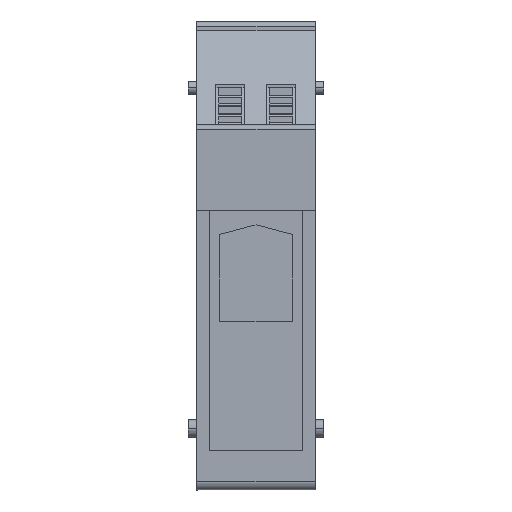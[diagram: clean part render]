
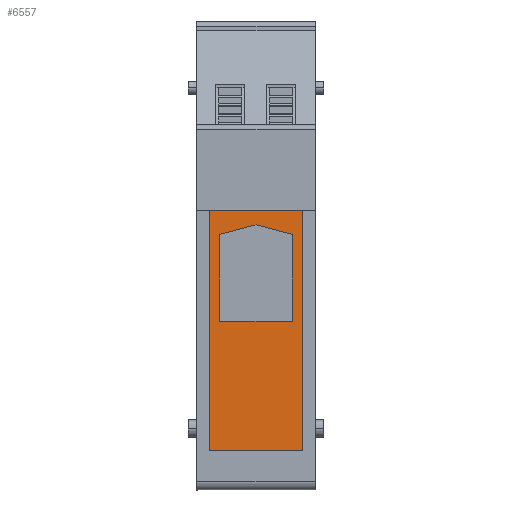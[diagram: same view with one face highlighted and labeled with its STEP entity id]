
A CAD part, front view. The second image highlights one B-rep face of the part: STEP entity #6557.
In plain terms, the highlighted planar face has unit normal (0, -1, 0).
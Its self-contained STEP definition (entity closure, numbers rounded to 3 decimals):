
#6507=AXIS2_PLACEMENT_3D('Plane Axis2P3D',#6504,#6505,#6506) ;
#2843=CARTESIAN_POINT('Vertex',(4.85,21.,63.7)) ;
#2850=CARTESIAN_POINT('Vertex',(4.85,21.,9.)) ;
#2853=CARTESIAN_POINT('Line Origine',(4.85,21.,36.35)) ;
#2867=CARTESIAN_POINT('Line Origine',(15.45,21.,63.7)) ;
#2871=CARTESIAN_POINT('Vertex',(26.05,21.,63.7)) ;
#6298=CARTESIAN_POINT('Vertex',(26.05,21.,9.)) ;
#6301=CARTESIAN_POINT('Line Origine',(26.05,21.,36.35)) ;
#6315=CARTESIAN_POINT('Line Origine',(15.45,21.,9.)) ;
#6504=CARTESIAN_POINT('Axis2P3D Location',(2.,21.,6.5)) ;
#6515=CARTESIAN_POINT('Line Origine',(19.575,21.,59.245)) ;
#6519=CARTESIAN_POINT('Vertex',(23.7,21.,58.139)) ;
#6521=CARTESIAN_POINT('Vertex',(15.45,21.,60.35)) ;
#6524=CARTESIAN_POINT('Line Origine',(23.7,21.,48.245)) ;
#6528=CARTESIAN_POINT('Vertex',(23.7,21.,38.35)) ;
#6531=CARTESIAN_POINT('Line Origine',(15.45,21.,38.35)) ;
#6535=CARTESIAN_POINT('Vertex',(7.2,21.,38.35)) ;
#6538=CARTESIAN_POINT('Line Origine',(7.2,21.,48.245)) ;
#6542=CARTESIAN_POINT('Vertex',(7.2,21.,58.139)) ;
#6545=CARTESIAN_POINT('Line Origine',(11.325,21.,59.245)) ;
#2854=DIRECTION('Vector Direction',(0.,0.,-1.)) ;
#2868=DIRECTION('Vector Direction',(-1.,0.,0.)) ;
#6302=DIRECTION('Vector Direction',(0.,0.,1.)) ;
#6316=DIRECTION('Vector Direction',(1.,0.,0.)) ;
#6505=DIRECTION('Axis2P3D Direction',(0.,-1.,0.)) ;
#6506=DIRECTION('Axis2P3D XDirection',(0.,0.,-1.)) ;
#6516=DIRECTION('Vector Direction',(-0.966,0.,0.259)) ;
#6525=DIRECTION('Vector Direction',(0.,0.,1.)) ;
#6532=DIRECTION('Vector Direction',(1.,0.,0.)) ;
#6539=DIRECTION('Vector Direction',(0.,0.,-1.)) ;
#6546=DIRECTION('Vector Direction',(0.966,0.,0.259)) ;
#2855=VECTOR('Line Direction',#2854,1.) ;
#2869=VECTOR('Line Direction',#2868,1.) ;
#6303=VECTOR('Line Direction',#6302,1.) ;
#6317=VECTOR('Line Direction',#6316,1.) ;
#6517=VECTOR('Line Direction',#6516,1.) ;
#6526=VECTOR('Line Direction',#6525,1.) ;
#6533=VECTOR('Line Direction',#6532,1.) ;
#6540=VECTOR('Line Direction',#6539,1.) ;
#6547=VECTOR('Line Direction',#6546,1.) ;
#6510=ORIENTED_EDGE('',*,*,#2857,.T.) ;
#6511=ORIENTED_EDGE('',*,*,#6319,.T.) ;
#6512=ORIENTED_EDGE('',*,*,#6305,.T.) ;
#6513=ORIENTED_EDGE('',*,*,#2873,.T.) ;
#6551=ORIENTED_EDGE('',*,*,#6523,.F.) ;
#6552=ORIENTED_EDGE('',*,*,#6530,.F.) ;
#6553=ORIENTED_EDGE('',*,*,#6537,.F.) ;
#6554=ORIENTED_EDGE('',*,*,#6544,.F.) ;
#6555=ORIENTED_EDGE('',*,*,#6549,.F.) ;
#6556=FACE_BOUND('',#6550,.T.) ;
#6557=ADVANCED_FACE('ISGH',(#6514,#6556),#6508,.T.) ;
#2857=EDGE_CURVE('',#2844,#2851,#2856,.T.) ;
#2873=EDGE_CURVE('',#2872,#2844,#2870,.T.) ;
#6305=EDGE_CURVE('',#6299,#2872,#6304,.T.) ;
#6319=EDGE_CURVE('',#2851,#6299,#6318,.T.) ;
#6523=EDGE_CURVE('',#6520,#6522,#6518,.T.) ;
#6530=EDGE_CURVE('',#6529,#6520,#6527,.T.) ;
#6537=EDGE_CURVE('',#6536,#6529,#6534,.T.) ;
#6544=EDGE_CURVE('',#6543,#6536,#6541,.T.) ;
#6549=EDGE_CURVE('',#6522,#6543,#6548,.F.) ;
#6509=EDGE_LOOP('',(#6510,#6511,#6512,#6513)) ;
#6550=EDGE_LOOP('',(#6551,#6552,#6553,#6554,#6555)) ;
#6514=FACE_OUTER_BOUND('',#6509,.T.) ;
#2856=LINE('Line',#2853,#2855) ;
#2870=LINE('Line',#2867,#2869) ;
#6304=LINE('Line',#6301,#6303) ;
#6318=LINE('Line',#6315,#6317) ;
#6518=LINE('Line',#6515,#6517) ;
#6527=LINE('Line',#6524,#6526) ;
#6534=LINE('Line',#6531,#6533) ;
#6541=LINE('Line',#6538,#6540) ;
#6548=LINE('Line',#6545,#6547) ;
#6508=PLANE('',#6507) ;
#2844=VERTEX_POINT('',#2843) ;
#2851=VERTEX_POINT('',#2850) ;
#2872=VERTEX_POINT('',#2871) ;
#6299=VERTEX_POINT('',#6298) ;
#6520=VERTEX_POINT('',#6519) ;
#6522=VERTEX_POINT('',#6521) ;
#6529=VERTEX_POINT('',#6528) ;
#6536=VERTEX_POINT('',#6535) ;
#6543=VERTEX_POINT('',#6542) ;
